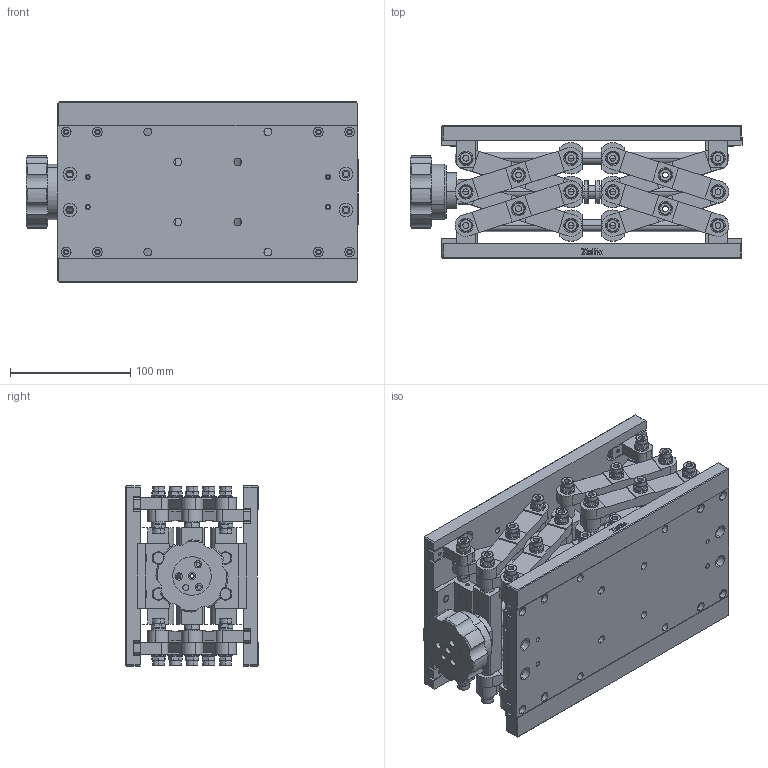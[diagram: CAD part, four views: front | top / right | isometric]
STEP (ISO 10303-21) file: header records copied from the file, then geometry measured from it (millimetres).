
FILE_DESCRIPTION (( 'STEP AP203' ), '1' );
FILE_NAME ('MJ120.step', '2019-05-08T07:13:32', ( '' ), ( '' ), 'SwSTEP 2.0', 'SolidWorks 2017', '' );
FILE_SCHEMA (( 'CONFIG_CONTROL_DESIGN' ));
Products named in the file (1): MJ120
Bounding box: 276.5 x 110 x 150 mm (x, y, z)
Surface area: 386791.2 mm2 (no closed solid volume)
Topology: 0 solids, 216 shells, 1807 faces, 5648 edges, 3998 vertices
Faces by surface type: plane 922, cylinder 628, cone 225, torus 32
Entity records: 67534 total; most frequent: CARTESIAN_POINT 17224, DIRECTION 10715, ORIENTED_EDGE 9111, EDGE_CURVE 5636, VERTEX_POINT 3998, AXIS2_PLACEMENT_3D 3835, VECTOR 3045, LINE 3045
